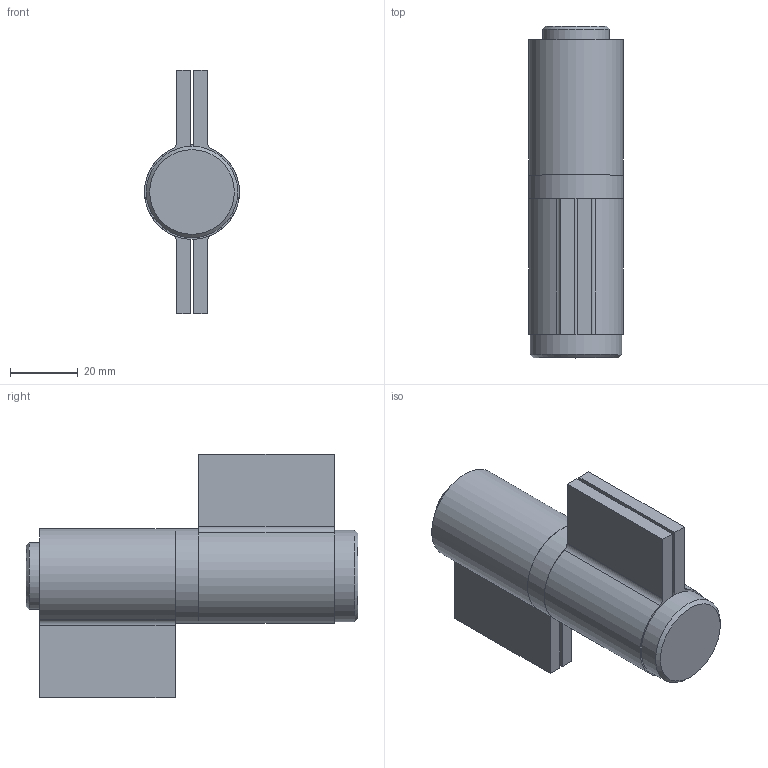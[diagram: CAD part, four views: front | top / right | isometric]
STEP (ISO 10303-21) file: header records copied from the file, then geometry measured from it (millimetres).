
FILE_DESCRIPTION (( 'STEP AP203' ), '1' );
FILE_NAME ('450-90.STEP', '2021-09-09T08:54:25', ( '' ), ( '' ), 'SwSTEP 2.0', 'SolidWorks 2018', '' );
FILE_SCHEMA (( 'CONFIG_CONTROL_DESIGN' ));
Length unit declared in the file: millimetre
Products named in the file (8): 450-90; 450-90 Teil2; 450-90 Teil1; 450-90 Teil3_450-90 Teil3; 450-90 Teil3; 450-90 Teil2_450-90 Teil2; 450-90 Teil1_450-90 Teil1
Assembly tree (4 placements, depth 2):
  450-90
    450-90 Teil1_450-90 Teil1
    450-90 Teil2_450-90 Teil2  x2
    450-90 Teil3_450-90 Teil3
  450-90 Teil2
  450-90 Teil1
  450-90 Teil3
  450-90 Teil2
Bounding box: 28 x 98 x 72 mm (x, y, z)
Volume: 71614.9 mm3; surface area: 30265.3 mm2
Topology: 4 solids, 4 shells, 266 faces, 704 edges, 469 vertices
Faces by surface type: plane 123, bspline 103, cylinder 38, cone 2
Full cylindrical faces by diameter (mm): 19.8 x1, 20 x1, 27 x1, 28 x1
Entity records: 12423 total; most frequent: CARTESIAN_POINT 6090, ORIENTED_EDGE 1322, DIRECTION 865, EDGE_CURVE 661, VERTEX_POINT 444, VECTOR 327, LINE 327, EDGE_LOOP 283
